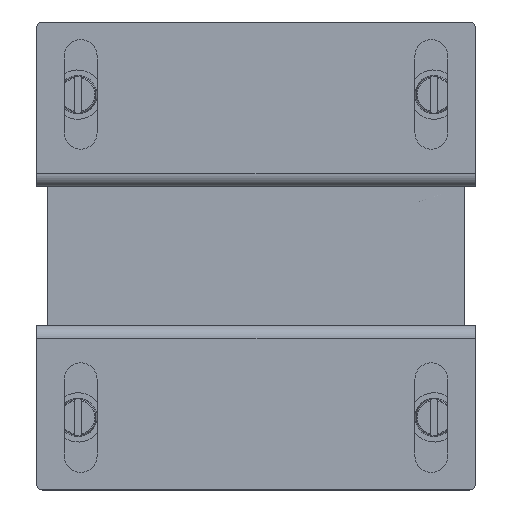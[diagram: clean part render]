
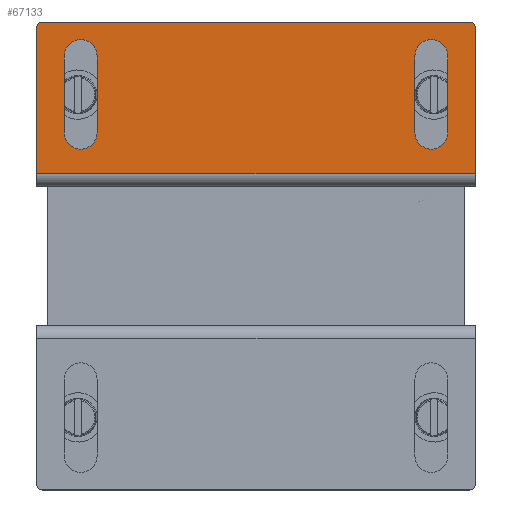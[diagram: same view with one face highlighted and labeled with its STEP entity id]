
A CAD part, front view. The second image highlights one B-rep face of the part: STEP entity #67133.
In plain terms, the highlighted planar face has unit normal (0, -1, 0).
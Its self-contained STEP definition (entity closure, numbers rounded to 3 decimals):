
#134 = EDGE_LOOP ( 'NONE', ( #82630, #60901, #122037, #31010, #30168, #85884 ) ) ;
#321 = EDGE_CURVE ( 'NONE', #23160, #83952, #107156, .T. ) ;
#358 = CARTESIAN_POINT ( 'NONE',  ( 3.788, 5.26, 92.769 ) ) ;
#1323 = CARTESIAN_POINT ( 'NONE',  ( -2.212, 5.26, 92.769 ) ) ;
#1356 = ORIENTED_EDGE ( 'NONE', *, *, #9678, .F. ) ;
#1386 = AXIS2_PLACEMENT_3D ( 'NONE', #106096, #28772, #116116 ) ;
#2036 = DIRECTION ( 'NONE',  ( 0., 0., 1. ) ) ;
#2377 = AXIS2_PLACEMENT_3D ( 'NONE', #13627, #100382, #31819 ) ;
#3588 = VERTEX_POINT ( 'NONE', #18254 ) ;
#4350 = CIRCLE ( 'NONE', #2377, 1. ) ;
#4669 = DIRECTION ( 'NONE',  ( 0., 0., 1. ) ) ;
#6501 = CIRCLE ( 'NONE', #76703, 3. ) ;
#6736 = EDGE_CURVE ( 'NONE', #29439, #23160, #117264, .T. ) ;
#9678 = EDGE_CURVE ( 'NONE', #46095, #67262, #75667, .T. ) ;
#12316 = ORIENTED_EDGE ( 'NONE', *, *, #39912, .F. ) ;
#13627 = CARTESIAN_POINT ( 'NONE',  ( -6.212, 5.26, 97.969 ) ) ;
#14086 = DIRECTION ( 'NONE',  ( 0., 0., -1. ) ) ;
#14180 = DIRECTION ( 'NONE',  ( 0., 0., -1. ) ) ;
#14263 = AXIS2_PLACEMENT_3D ( 'NONE', #122778, #25346, #15932 ) ;
#15326 = DIRECTION ( 'NONE',  ( 0., -1., 0. ) ) ;
#15932 = DIRECTION ( 'NONE',  ( 0., 0., -1. ) ) ;
#16261 = CIRCLE ( 'NONE', #14263, 3. ) ;
#16624 = AXIS2_PLACEMENT_3D ( 'NONE', #102570, #64737, #110750 ) ;
#17817 = VECTOR ( 'NONE', #49618, 1000. ) ;
#17983 = DIRECTION ( 'NONE',  ( 0., 0., 1. ) ) ;
#18254 = CARTESIAN_POINT ( 'NONE',  ( 72.788, 5.26, 71.305 ) ) ;
#20026 = CIRCLE ( 'NONE', #72227, 3. ) ;
#23160 = VERTEX_POINT ( 'NONE', #56866 ) ;
#24084 = EDGE_CURVE ( 'NONE', #3588, #78452, #112439, .T. ) ;
#25100 = EDGE_LOOP ( 'NONE', ( #120968, #29038, #12316, #58575, #1356 ) ) ;
#25346 = DIRECTION ( 'NONE',  ( 0., -1., 0. ) ) ;
#26322 = CARTESIAN_POINT ( 'NONE',  ( -7.212, 5.26, 71.305 ) ) ;
#28463 = DIRECTION ( 'NONE',  ( 0., 1., 0. ) ) ;
#28772 = DIRECTION ( 'NONE',  ( 0., -1., 0. ) ) ;
#29038 = ORIENTED_EDGE ( 'NONE', *, *, #65695, .F. ) ;
#29278 = CARTESIAN_POINT ( 'NONE',  ( 3.788, 5.26, 92.769 ) ) ;
#29439 = VERTEX_POINT ( 'NONE', #68004 ) ;
#30168 = ORIENTED_EDGE ( 'NONE', *, *, #85508, .T. ) ;
#31010 = ORIENTED_EDGE ( 'NONE', *, *, #118710, .T. ) ;
#31116 = VERTEX_POINT ( 'NONE', #45682 ) ;
#31819 = DIRECTION ( 'NONE',  ( 0., 0., 1. ) ) ;
#32104 = CARTESIAN_POINT ( 'NONE',  ( 64.788, 5.26, 75.769 ) ) ;
#33441 = ORIENTED_EDGE ( 'NONE', *, *, #51946, .F. ) ;
#34938 = DIRECTION ( 'NONE',  ( 0., -1., 0. ) ) ;
#37458 = CARTESIAN_POINT ( 'NONE',  ( 64.788, 5.26, 92.769 ) ) ;
#38416 = CARTESIAN_POINT ( 'NONE',  ( 72.788, 5.26, 70.569 ) ) ;
#39912 = EDGE_CURVE ( 'NONE', #79199, #50672, #57506, .T. ) ;
#40522 = EDGE_CURVE ( 'NONE', #52783, #29439, #16261, .T. ) ;
#41557 = VECTOR ( 'NONE', #4669, 1000. ) ;
#41599 = VERTEX_POINT ( 'NONE', #106920 ) ;
#43408 = CARTESIAN_POINT ( 'NONE',  ( -2.212, 5.26, 78.769 ) ) ;
#45682 = CARTESIAN_POINT ( 'NONE',  ( -7.212, 5.26, 97.969 ) ) ;
#46095 = VERTEX_POINT ( 'NONE', #43408 ) ;
#46686 = CARTESIAN_POINT ( 'NONE',  ( -7.212, 5.26, 71.305 ) ) ;
#49618 = DIRECTION ( 'NONE',  ( 0., 0., -1. ) ) ;
#50672 = VERTEX_POINT ( 'NONE', #29278 ) ;
#50810 = FACE_BOUND ( 'NONE', #25100, .T. ) ;
#51719 = CARTESIAN_POINT ( 'NONE',  ( 0.788, 5.26, 75.769 ) ) ;
#51946 = EDGE_CURVE ( 'NONE', #83952, #87524, #83420, .T. ) ;
#52783 = VERTEX_POINT ( 'NONE', #32104 ) ;
#53904 = VERTEX_POINT ( 'NONE', #104201 ) ;
#53976 = VECTOR ( 'NONE', #94770, 1000. ) ;
#56866 = CARTESIAN_POINT ( 'NONE',  ( 67.788, 5.26, 92.769 ) ) ;
#57494 = DIRECTION ( 'NONE',  ( 0., -1., 0. ) ) ;
#57506 = LINE ( 'NONE', #358, #111708 ) ;
#58344 = CARTESIAN_POINT ( 'NONE',  ( 61.788, 5.26, 78.769 ) ) ;
#58575 = ORIENTED_EDGE ( 'NONE', *, *, #77135, .F. ) ;
#59796 = EDGE_CURVE ( 'NONE', #89479, #46095, #69202, .T. ) ;
#60901 = ORIENTED_EDGE ( 'NONE', *, *, #78003, .T. ) ;
#61386 = DIRECTION ( 'NONE',  ( 0., 0., 1. ) ) ;
#61828 = LINE ( 'NONE', #100289, #96930 ) ;
#64737 = DIRECTION ( 'NONE',  ( 0., -1., 0. ) ) ;
#65113 = VECTOR ( 'NONE', #88631, 1000. ) ;
#65695 = EDGE_CURVE ( 'NONE', #50672, #89479, #76781, .T. ) ;
#67133 = ADVANCED_FACE ( 'NONE', ( #50810, #117594, #98763 ), #89313, .F. ) ;
#67262 = VERTEX_POINT ( 'NONE', #51719 ) ;
#68004 = CARTESIAN_POINT ( 'NONE',  ( 67.788, 5.26, 78.769 ) ) ;
#68922 = CARTESIAN_POINT ( 'NONE',  ( 72.788, 5.26, 70.569 ) ) ;
#69202 = LINE ( 'NONE', #1323, #17817 ) ;
#70029 = CARTESIAN_POINT ( 'NONE',  ( 67.788, 5.26, 92.769 ) ) ;
#71310 = EDGE_CURVE ( 'NONE', #53904, #41599, #116279, .T. ) ;
#71868 = CARTESIAN_POINT ( 'NONE',  ( 0.788, 5.26, 78.769 ) ) ;
#72227 = AXIS2_PLACEMENT_3D ( 'NONE', #71868, #15326, #14086 ) ;
#72289 = ORIENTED_EDGE ( 'NONE', *, *, #321, .F. ) ;
#72969 = DIRECTION ( 'NONE',  ( 0., -1., 0. ) ) ;
#75667 = CIRCLE ( 'NONE', #1386, 3. ) ;
#75840 = LINE ( 'NONE', #68922, #89273 ) ;
#75950 = ORIENTED_EDGE ( 'NONE', *, *, #40522, .F. ) ;
#76703 = AXIS2_PLACEMENT_3D ( 'NONE', #95962, #57494, #112905 ) ;
#76781 = CIRCLE ( 'NONE', #16624, 3. ) ;
#77135 = EDGE_CURVE ( 'NONE', #67262, #79199, #20026, .T. ) ;
#78003 = EDGE_CURVE ( 'NONE', #79086, #53904, #94584, .T. ) ;
#78452 = VERTEX_POINT ( 'NONE', #46686 ) ;
#79086 = VERTEX_POINT ( 'NONE', #122257 ) ;
#79199 = VERTEX_POINT ( 'NONE', #104659 ) ;
#80157 = EDGE_CURVE ( 'NONE', #3588, #79086, #75840, .T. ) ;
#80974 = AXIS2_PLACEMENT_3D ( 'NONE', #37458, #72969, #110083 ) ;
#82630 = ORIENTED_EDGE ( 'NONE', *, *, #80157, .T. ) ;
#83420 = LINE ( 'NONE', #114841, #53976 ) ;
#83952 = VERTEX_POINT ( 'NONE', #106896 ) ;
#85508 = EDGE_CURVE ( 'NONE', #31116, #78452, #61828, .T. ) ;
#85884 = ORIENTED_EDGE ( 'NONE', *, *, #24084, .F. ) ;
#86541 = ORIENTED_EDGE ( 'NONE', *, *, #6736, .F. ) ;
#87524 = VERTEX_POINT ( 'NONE', #58344 ) ;
#88132 = EDGE_LOOP ( 'NONE', ( #33441, #72289, #86541, #75950, #107351 ) ) ;
#88631 = DIRECTION ( 'NONE',  ( -1., 0., 0. ) ) ;
#88681 = AXIS2_PLACEMENT_3D ( 'NONE', #100470, #34938, #61386 ) ;
#89273 = VECTOR ( 'NONE', #104841, 1000. ) ;
#89313 = PLANE ( 'NONE',  #110106 ) ;
#89479 = VERTEX_POINT ( 'NONE', #104298 ) ;
#91157 = CARTESIAN_POINT ( 'NONE',  ( 72.788, 5.26, 98.969 ) ) ;
#94584 = CIRCLE ( 'NONE', #88681, 1. ) ;
#94770 = DIRECTION ( 'NONE',  ( 0., 0., -1. ) ) ;
#95962 = CARTESIAN_POINT ( 'NONE',  ( 64.788, 5.26, 78.769 ) ) ;
#96930 = VECTOR ( 'NONE', #14180, 1000. ) ;
#98763 = FACE_OUTER_BOUND ( 'NONE', #134, .T. ) ;
#100289 = CARTESIAN_POINT ( 'NONE',  ( -7.212, 5.26, 70.569 ) ) ;
#100382 = DIRECTION ( 'NONE',  ( 0., -1., 0. ) ) ;
#100470 = CARTESIAN_POINT ( 'NONE',  ( 71.788, 5.26, 97.969 ) ) ;
#102570 = CARTESIAN_POINT ( 'NONE',  ( 0.788, 5.26, 92.769 ) ) ;
#103058 = DIRECTION ( 'NONE',  ( -1., 0., 0. ) ) ;
#104201 = CARTESIAN_POINT ( 'NONE',  ( 71.788, 5.26, 98.969 ) ) ;
#104298 = CARTESIAN_POINT ( 'NONE',  ( -2.212, 5.26, 92.769 ) ) ;
#104659 = CARTESIAN_POINT ( 'NONE',  ( 3.788, 5.26, 78.769 ) ) ;
#104841 = DIRECTION ( 'NONE',  ( 0., 0., 1. ) ) ;
#106096 = CARTESIAN_POINT ( 'NONE',  ( 0.788, 5.26, 78.769 ) ) ;
#106896 = CARTESIAN_POINT ( 'NONE',  ( 61.788, 5.26, 92.769 ) ) ;
#106920 = CARTESIAN_POINT ( 'NONE',  ( -6.212, 5.26, 98.969 ) ) ;
#107156 = CIRCLE ( 'NONE', #80974, 3. ) ;
#107351 = ORIENTED_EDGE ( 'NONE', *, *, #115168, .F. ) ;
#110083 = DIRECTION ( 'NONE',  ( 0., 0., -1. ) ) ;
#110106 = AXIS2_PLACEMENT_3D ( 'NONE', #38416, #28463, #2036 ) ;
#110750 = DIRECTION ( 'NONE',  ( 0., 0., -1. ) ) ;
#111708 = VECTOR ( 'NONE', #17983, 1000. ) ;
#112439 = LINE ( 'NONE', #26322, #123841 ) ;
#112905 = DIRECTION ( 'NONE',  ( 0., 0., -1. ) ) ;
#114841 = CARTESIAN_POINT ( 'NONE',  ( 61.788, 5.26, 92.769 ) ) ;
#115168 = EDGE_CURVE ( 'NONE', #87524, #52783, #6501, .T. ) ;
#116116 = DIRECTION ( 'NONE',  ( 0., 0., -1. ) ) ;
#116279 = LINE ( 'NONE', #91157, #65113 ) ;
#117264 = LINE ( 'NONE', #70029, #41557 ) ;
#117594 = FACE_BOUND ( 'NONE', #88132, .T. ) ;
#118710 = EDGE_CURVE ( 'NONE', #41599, #31116, #4350, .T. ) ;
#120968 = ORIENTED_EDGE ( 'NONE', *, *, #59796, .F. ) ;
#122037 = ORIENTED_EDGE ( 'NONE', *, *, #71310, .T. ) ;
#122257 = CARTESIAN_POINT ( 'NONE',  ( 72.788, 5.26, 97.969 ) ) ;
#122778 = CARTESIAN_POINT ( 'NONE',  ( 64.788, 5.26, 78.769 ) ) ;
#123841 = VECTOR ( 'NONE', #103058, 1000. ) ;
